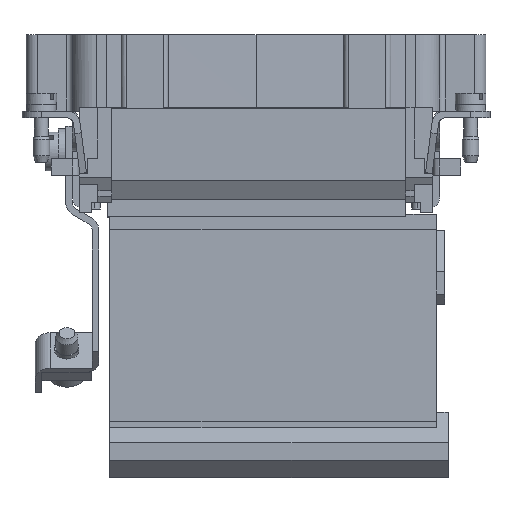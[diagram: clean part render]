
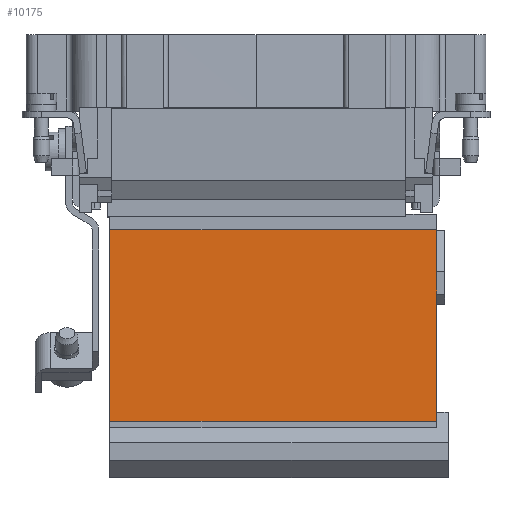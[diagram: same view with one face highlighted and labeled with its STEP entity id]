
A CAD part, front view. The second image highlights one B-rep face of the part: STEP entity #10175.
In plain terms, the highlighted planar face has unit normal (0, -1, 0).
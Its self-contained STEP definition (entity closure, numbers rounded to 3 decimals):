
#8069=PLANE('',#34442);
#9041=FACE_OUTER_BOUND('',#12155,.T.);
#10175=ADVANCED_FACE('',(#9041),#8069,.T.);
#12155=EDGE_LOOP('',(#17347,#17348,#17349,#17350));
#17347=ORIENTED_EDGE('',*,*,#23394,.T.);
#17348=ORIENTED_EDGE('',*,*,#23406,.T.);
#17349=ORIENTED_EDGE('',*,*,#22387,.F.);
#17350=ORIENTED_EDGE('',*,*,#23404,.F.);
#19869=VERTEX_POINT('',#46070);
#19870=VERTEX_POINT('',#46072);
#20482=VERTEX_POINT('',#48333);
#20483=VERTEX_POINT('',#48335);
#22387=EDGE_CURVE('',#19869,#19870,#27318,.T.);
#23394=EDGE_CURVE('',#20483,#20482,#28106,.T.);
#23404=EDGE_CURVE('',#20483,#19869,#28114,.T.);
#23406=EDGE_CURVE('',#20482,#19870,#28116,.T.);
#27318=LINE('',#46071,#29805);
#28106=LINE('',#48334,#30593);
#28114=LINE('',#48353,#30601);
#28116=LINE('',#48356,#30603);
#29805=VECTOR('',#37598,1.);
#30593=VECTOR('',#39674,1.);
#30601=VECTOR('',#39690,1.);
#30603=VECTOR('',#39694,1.);
#34442=AXIS2_PLACEMENT_3D('',#48357,#39695,#39696);
#37598=DIRECTION('',(0.,0.,-1.));
#39674=DIRECTION('',(0.,0.,-1.));
#39690=DIRECTION('',(1.,0.,0.));
#39694=DIRECTION('',(1.,0.,0.));
#39695=DIRECTION('',(0.,-1.,0.));
#39696=DIRECTION('',(0.,0.,-1.));
#46070=CARTESIAN_POINT('',(32.6,-16.9,-20.269));
#46071=CARTESIAN_POINT('',(32.6,-16.9,-20.769));
#46072=CARTESIAN_POINT('',(32.6,-16.9,-54.769));
#48333=CARTESIAN_POINT('',(-26.4,-16.9,-54.769));
#48334=CARTESIAN_POINT('',(-26.4,-16.9,-20.769));
#48335=CARTESIAN_POINT('',(-26.4,-16.9,-20.269));
#48353=CARTESIAN_POINT('',(-26.2,-16.9,-20.269));
#48356=CARTESIAN_POINT('',(-26.2,-16.9,-54.769));
#48357=CARTESIAN_POINT('',(-26.2,-16.9,-20.769));
